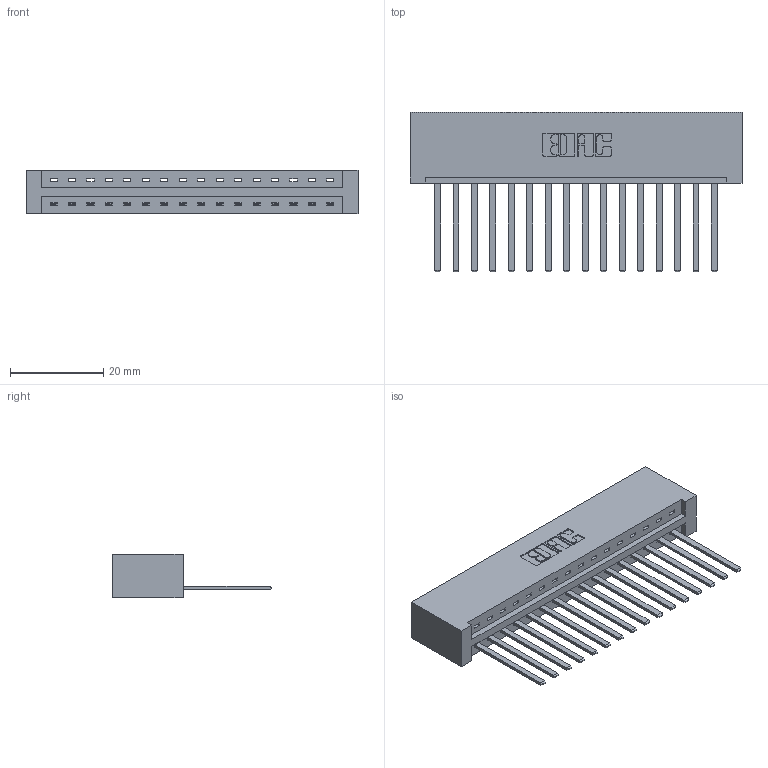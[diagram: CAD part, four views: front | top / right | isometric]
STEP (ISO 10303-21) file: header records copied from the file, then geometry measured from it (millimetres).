
FILE_DESCRIPTION (( 'STEP AP203' ), '1' );
FILE_NAME ('387-016-544-101.STEP', '2018-09-11T11:23:08', ( '' ), ( '' ), 'SwSTEP 2.0', 'SolidWorks 2016', '' );
FILE_SCHEMA (( 'CONFIG_CONTROL_DESIGN' ));
Length unit declared in the file: inch
Products named in the file (3): 337 Part_No Mounting Lugs; 345-292-001_345-293-144; 387-016-544-101
Assembly tree (17 placements, depth 2):
  387-016-544-101
    337 Part_No Mounting Lugs
    345-292-001_345-293-144  x16
Bounding box: 71.27 x 34.3 x 9.4 mm (x, y, z)
Volume: 8006.2 mm3; surface area: 8719.9 mm2
Topology: 17 solids, 17 shells, 1002 faces, 3007 edges, 1982 vertices
Faces by surface type: plane 738, cylinder 264
Entity records: 14795 total; most frequent: CARTESIAN_POINT 2582, ORIENTED_EDGE 2534, DIRECTION 2215, EDGE_CURVE 1267, VECTOR 1151, LINE 1151, VERTEX_POINT 842, AXIS2_PLACEMENT_3D 532
